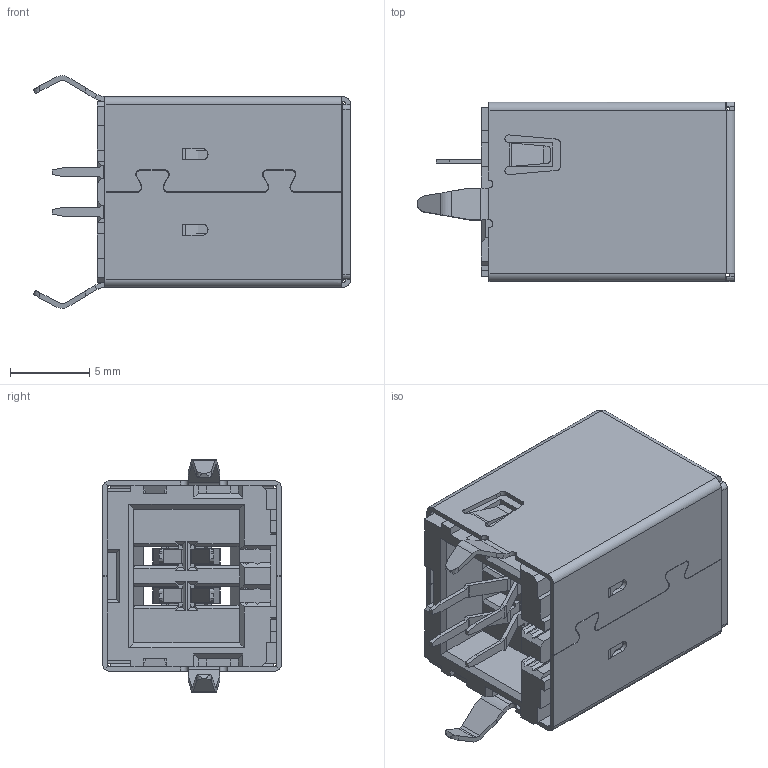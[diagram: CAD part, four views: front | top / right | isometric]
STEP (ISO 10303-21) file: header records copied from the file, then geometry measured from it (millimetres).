
FILE_DESCRIPTION (( 'STEP AP214' ), '1' );
FILE_NAME ('24-00746---Customer-P(028)A38.STEP', '2020-03-12T15:11:35', ( '' ), ( '' ), 'SwSTEP 2.0', 'SolidWorks 2018', '' );
FILE_SCHEMA (( 'AUTOMOTIVE_DESIGN' ));
Length unit declared in the file: millimetre
Products named in the file (1): 24-00746---Customer-P(028)A38
Bounding box: 20.02 x 11.3 x 14.7 mm (x, y, z)
Surface area: 3466.7 mm2 (no closed solid volume)
Topology: 0 solids, 8 shells, 915 faces, 2482 edges, 1564 vertices
Faces by surface type: bspline 915
Entity records: 39941 total; most frequent: CARTESIAN_POINT 15135, ORIENTED_EDGE 4920, EDGE_CURVE 2478, B_SPLINE_CURVE_WITH_KNOTS 2228, VERTEX_POINT 1564, EDGE_LOOP 927, UNCERTAINTY_MEASURE_WITH_UNIT 923, PRESENTATION_STYLE_ASSIGNMENT 922
